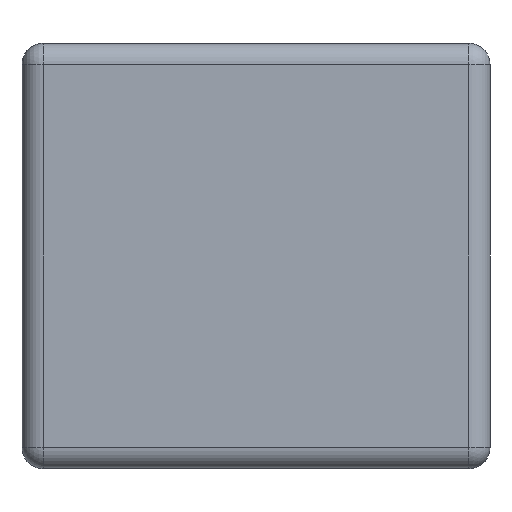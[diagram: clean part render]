
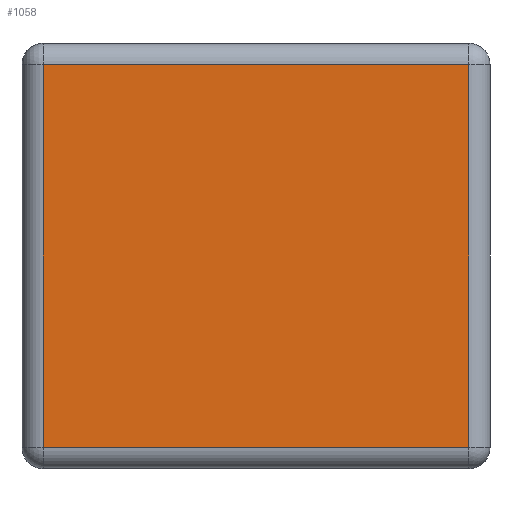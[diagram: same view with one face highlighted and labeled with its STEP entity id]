
A CAD part, left-side view. The second image highlights one B-rep face of the part: STEP entity #1058.
In plain terms, the highlighted planar face has unit normal (-1, 0, 0).
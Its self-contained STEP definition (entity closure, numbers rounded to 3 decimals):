
#67 = CARTESIAN_POINT ( 'NONE',  ( -0.5, 0.025, -0.225 ) ) ;
#135 = CARTESIAN_POINT ( 'NONE',  ( -0.5, 0.525, 0.225 ) ) ;
#148 = VERTEX_POINT ( 'NONE', #1075 ) ;
#168 = AXIS2_PLACEMENT_3D ( 'NONE', #472, #855, #757 ) ;
#200 = LINE ( 'NONE', #683, #794 ) ;
#205 = VECTOR ( 'NONE', #1023, 1000. ) ;
#262 = EDGE_CURVE ( 'NONE', #357, #1132, #1234, .T. ) ;
#270 = ORIENTED_EDGE ( 'NONE', *, *, #966, .T. ) ;
#353 = CARTESIAN_POINT ( 'NONE',  ( -0.5, 0.525, -0.25 ) ) ;
#357 = VERTEX_POINT ( 'NONE', #135 ) ;
#369 = PLANE ( 'NONE',  #168 ) ;
#407 = LINE ( 'NONE', #898, #1140 ) ;
#430 = CARTESIAN_POINT ( 'NONE',  ( -0.5, 0.55, 0.225 ) ) ;
#469 = ORIENTED_EDGE ( 'NONE', *, *, #262, .T. ) ;
#472 = CARTESIAN_POINT ( 'NONE',  ( -0.5, 0.55, -0.25 ) ) ;
#656 = VECTOR ( 'NONE', #740, 1000. ) ;
#683 = CARTESIAN_POINT ( 'NONE',  ( -0.5, 0.025, -0.25 ) ) ;
#701 = DIRECTION ( 'NONE',  ( 0., -1., 0. ) ) ;
#740 = DIRECTION ( 'NONE',  ( 0., 0., -1. ) ) ;
#756 = VERTEX_POINT ( 'NONE', #67 ) ;
#757 = DIRECTION ( 'NONE',  ( 0., 0., -1. ) ) ;
#794 = VECTOR ( 'NONE', #1082, 1000. ) ;
#806 = EDGE_CURVE ( 'NONE', #756, #148, #200, .T. ) ;
#855 = DIRECTION ( 'NONE',  ( 1., 0., 0. ) ) ;
#876 = EDGE_CURVE ( 'NONE', #1132, #756, #407, .T. ) ;
#891 = ORIENTED_EDGE ( 'NONE', *, *, #806, .T. ) ;
#898 = CARTESIAN_POINT ( 'NONE',  ( -0.5, 0.55, -0.225 ) ) ;
#918 = LINE ( 'NONE', #430, #205 ) ;
#966 = EDGE_CURVE ( 'NONE', #148, #357, #918, .T. ) ;
#1023 = DIRECTION ( 'NONE',  ( 0., 1., 0. ) ) ;
#1058 = ADVANCED_FACE ( 'NONE', ( #1160 ), #369, .F. ) ;
#1075 = CARTESIAN_POINT ( 'NONE',  ( -0.5, 0.025, 0.225 ) ) ;
#1082 = DIRECTION ( 'NONE',  ( 0., 0., 1. ) ) ;
#1122 = ORIENTED_EDGE ( 'NONE', *, *, #876, .T. ) ;
#1132 = VERTEX_POINT ( 'NONE', #1141 ) ;
#1140 = VECTOR ( 'NONE', #701, 1000. ) ;
#1141 = CARTESIAN_POINT ( 'NONE',  ( -0.5, 0.525, -0.225 ) ) ;
#1160 = FACE_OUTER_BOUND ( 'NONE', #1170, .T. ) ;
#1170 = EDGE_LOOP ( 'NONE', ( #469, #1122, #891, #270 ) ) ;
#1234 = LINE ( 'NONE', #353, #656 ) ;
